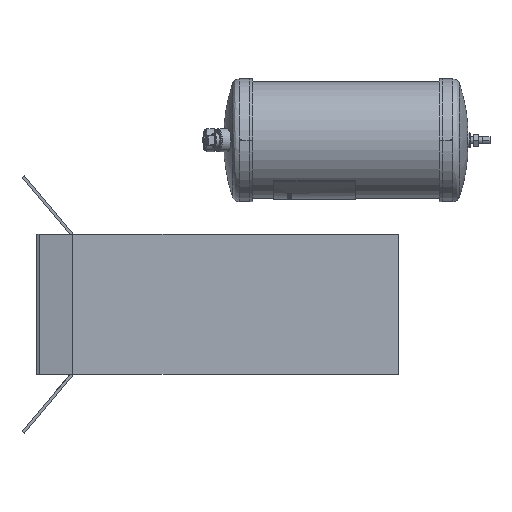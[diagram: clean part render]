
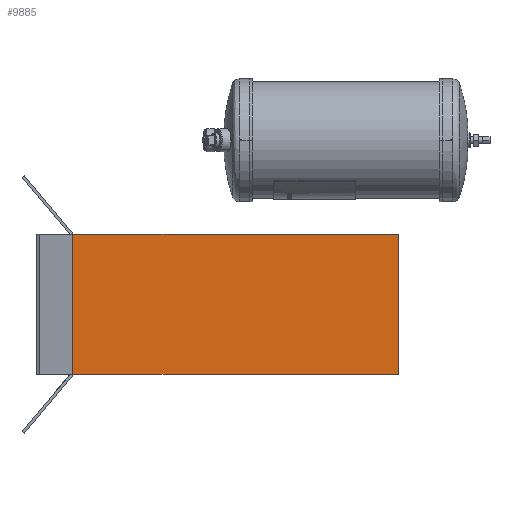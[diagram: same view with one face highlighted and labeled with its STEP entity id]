
A CAD part, left-side view. The second image highlights one B-rep face of the part: STEP entity #9885.
In plain terms, the highlighted planar face has unit normal (-1, 0, 0).
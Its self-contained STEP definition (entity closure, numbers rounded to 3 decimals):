
#1158 = EDGE_CURVE ( 'NONE', #9386, #5167, #11301, .T. ) ;
#1193 = VERTEX_POINT ( 'NONE', #5225 ) ;
#1211 = EDGE_CURVE ( 'NONE', #1193, #9249, #5605, .T. ) ;
#1497 = VECTOR ( 'NONE', #11919, 1000. ) ;
#2097 = LINE ( 'NONE', #2809, #4929 ) ;
#2661 = DIRECTION ( 'NONE',  ( 0., 0., -1. ) ) ;
#2701 = CARTESIAN_POINT ( 'NONE',  ( 0., 0., -152.4 ) ) ;
#2809 = CARTESIAN_POINT ( 'NONE',  ( 0., 0., 0. ) ) ;
#3280 = VECTOR ( 'NONE', #7513, 1000. ) ;
#3433 = DIRECTION ( 'NONE',  ( 0., -1., 0. ) ) ;
#3826 = DIRECTION ( 'NONE',  ( 0., 0., 1. ) ) ;
#3903 = VECTOR ( 'NONE', #3433, 1000. ) ;
#4468 = CARTESIAN_POINT ( 'NONE',  ( 0., 355.6, -152.4 ) ) ;
#4835 = CARTESIAN_POINT ( 'NONE',  ( 0., 355.6, 0. ) ) ;
#4929 = VECTOR ( 'NONE', #3826, 1000. ) ;
#5156 = FACE_OUTER_BOUND ( 'NONE', #11596, .T. ) ;
#5167 = VERTEX_POINT ( 'NONE', #2701 ) ;
#5225 = CARTESIAN_POINT ( 'NONE',  ( 0., 355.6, 0. ) ) ;
#5605 = LINE ( 'NONE', #4835, #3280 ) ;
#5628 = ORIENTED_EDGE ( 'NONE', *, *, #1158, .T. ) ;
#6270 = ORIENTED_EDGE ( 'NONE', *, *, #7845, .F. ) ;
#6405 = CARTESIAN_POINT ( 'NONE',  ( 0., 355.6, -152.4 ) ) ;
#6992 = CARTESIAN_POINT ( 'NONE',  ( 0., 355.6, 0. ) ) ;
#7051 = LINE ( 'NONE', #6992, #1497 ) ;
#7513 = DIRECTION ( 'NONE',  ( 0., -1., 0. ) ) ;
#7845 = EDGE_CURVE ( 'NONE', #9386, #1193, #7051, .T. ) ;
#8155 = CARTESIAN_POINT ( 'NONE',  ( 0., 355.6, 0. ) ) ;
#8707 = CARTESIAN_POINT ( 'NONE',  ( 0., 0., 0. ) ) ;
#8811 = ORIENTED_EDGE ( 'NONE', *, *, #9704, .T. ) ;
#9249 = VERTEX_POINT ( 'NONE', #8707 ) ;
#9386 = VERTEX_POINT ( 'NONE', #6405 ) ;
#9704 = EDGE_CURVE ( 'NONE', #5167, #9249, #2097, .T. ) ;
#9885 = ADVANCED_FACE ( 'NONE', ( #5156 ), #12002, .F. ) ;
#11301 = LINE ( 'NONE', #4468, #3903 ) ;
#11596 = EDGE_LOOP ( 'NONE', ( #8811, #12507, #6270, #5628 ) ) ;
#11668 = AXIS2_PLACEMENT_3D ( 'NONE', #8155, #12060, #2661 ) ;
#11919 = DIRECTION ( 'NONE',  ( 0., 0., 1. ) ) ;
#12002 = PLANE ( 'NONE',  #11668 ) ;
#12060 = DIRECTION ( 'NONE',  ( 1., 0., 0. ) ) ;
#12507 = ORIENTED_EDGE ( 'NONE', *, *, #1211, .F. ) ;
